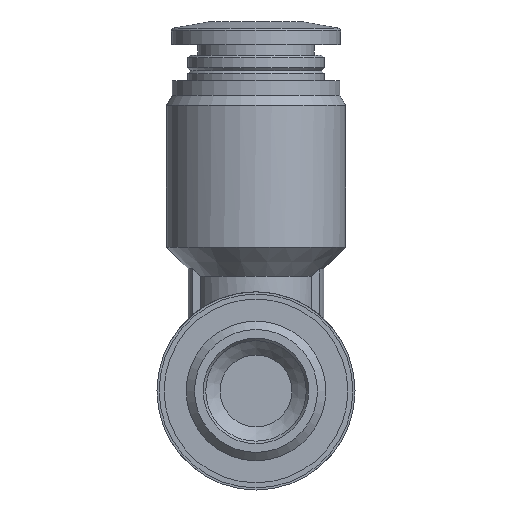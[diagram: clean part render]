
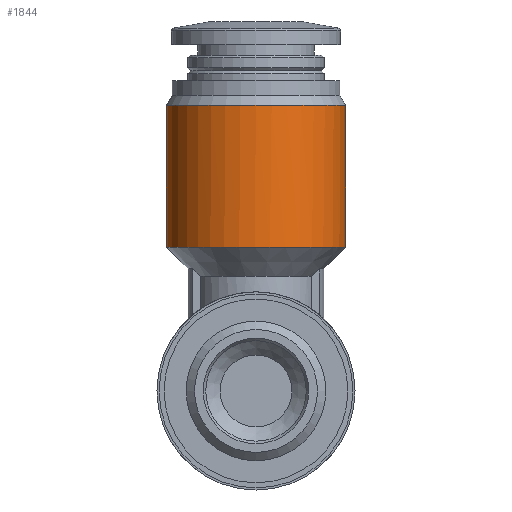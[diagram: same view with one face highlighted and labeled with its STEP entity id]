
A CAD part, front view. The second image highlights one B-rep face of the part: STEP entity #1844.
In plain terms, the highlighted cylindrical face has radius 6.25 mm (diameter 12.5 mm), a full revolution.
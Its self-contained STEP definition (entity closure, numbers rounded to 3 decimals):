
#455=ORIENTED_EDGE('',*,*,#524,.F.);
#456=ORIENTED_EDGE('',*,*,#642,.T.);
#524=EDGE_CURVE('',#674,#674,#782,.T.);
#642=EDGE_CURVE('',#762,#762,#846,.T.);
#674=VERTEX_POINT('',#2508);
#762=VERTEX_POINT('',#2839);
#782=CIRCLE('',#1882,6.25);
#846=CIRCLE('',#2011,6.25);
#963=EDGE_LOOP('',(#455));
#964=EDGE_LOOP('',(#456));
#1099=FACE_BOUND('',#963,.T.);
#1100=FACE_BOUND('',#964,.T.);
#1149=CYLINDRICAL_SURFACE('',#2012,6.25);
#1844=ADVANCED_FACE('',(#1099,#1100),#1149,.T.);
#1882=AXIS2_PLACEMENT_3D('',#2507,#2074,#2075);
#2011=AXIS2_PLACEMENT_3D('',#2838,#2368,#2369);
#2012=AXIS2_PLACEMENT_3D('',#2840,#2370,#2371);
#2074=DIRECTION('',(0.,0.,-1.));
#2075=DIRECTION('',(-1.,0.,0.));
#2368=DIRECTION('',(0.,0.,-1.));
#2369=DIRECTION('',(-1.,0.,0.));
#2370=DIRECTION('',(0.,0.,-1.));
#2371=DIRECTION('',(-1.,0.,0.));
#2507=CARTESIAN_POINT('',(0.,13.2,10.));
#2508=CARTESIAN_POINT('',(-6.25,13.2,10.));
#2838=CARTESIAN_POINT('',(0.,13.2,19.886));
#2839=CARTESIAN_POINT('',(-6.25,13.2,19.886));
#2840=CARTESIAN_POINT('',(0.,13.2,0.));
